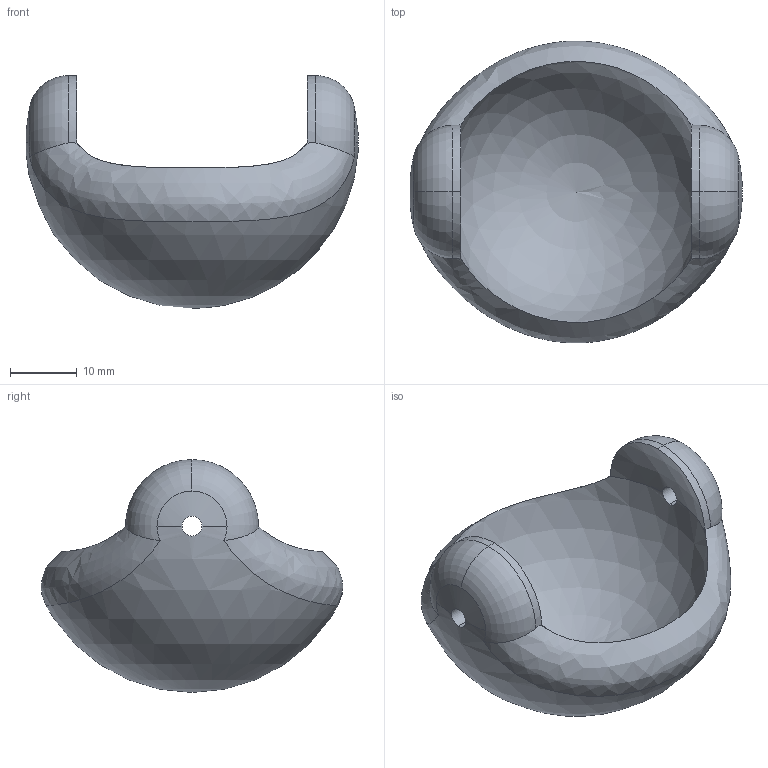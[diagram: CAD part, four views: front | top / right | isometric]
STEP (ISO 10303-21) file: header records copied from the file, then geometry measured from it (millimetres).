
FILE_DESCRIPTION (( 'STEP AP214' ), '1' );
FILE_NAME ('M3_3.STEP', '2019-04-01T21:52:54', ( 'MariaConsuegra' ), ( '' ), 'SwSTEP 2.0', 'SolidWorks 2015', '' );
FILE_SCHEMA (( 'AUTOMOTIVE_DESIGN' ));
Length unit declared in the file: millimetre
Products named in the file (1): M3_3
Bounding box: 49.91 x 45.36 x 35 mm (x, y, z)
Volume: 14570.1 mm3; surface area: 6900.8 mm2
Topology: 1 solids, 1 shells, 24 faces, 76 edges, 48 vertices
Faces by surface type: cylinder 12, sphere 6, torus 4, bspline 2
Entity records: 1462 total; most frequent: CARTESIAN_POINT 781, ORIENTED_EDGE 144, DIRECTION 140, EDGE_CURVE 72, AXIS2_PLACEMENT_3D 65, VERTEX_POINT 46, CIRCLE 42, FACE_OUTER_BOUND 24
